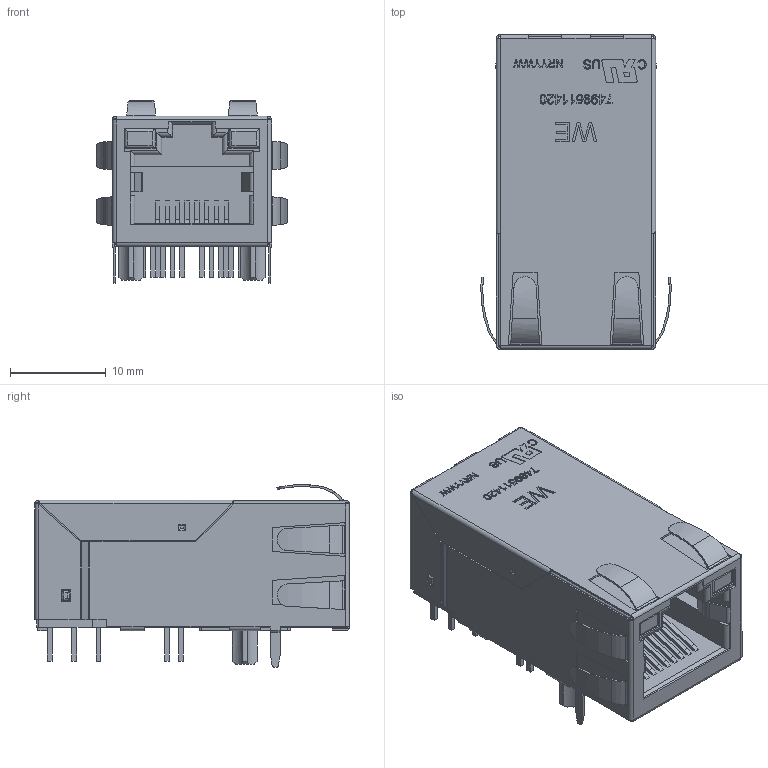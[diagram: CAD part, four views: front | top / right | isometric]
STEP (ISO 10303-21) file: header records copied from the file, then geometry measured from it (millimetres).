
FILE_DESCRIPTION(/* description */ ('Unknown'),/* implementation_level */ '2;1');
FILE_NAME(/* name */ 'T_Wurth_WE-RJ45LAN_7499511420',/* time_stamp */ '2025-08-21T16:11:31+08:00',/* author */ ('Unknown'),/* organization */ ('Unknown'),/* preprocessor_version */ 'ST-DEVELOPER v19.4',/* originating_system */ 'Solid Edge',/* authorisation */ 'Unknown');
FILE_SCHEMA (('AUTOMOTIVE_DESIGN {1 0 10303 214 3 1 1}'));
Length unit declared in the file: millimetre
Products named in the file (2): T_Wurth_WE-RJ45LAN_7499511420
Assembly tree (1 placements, depth 2):
  T_Wurth_WE-RJ45LAN_7499511420
    T_Wurth_WE-RJ45LAN_7499511420
Bounding box: 19.83 x 32.8 x 19.05 mm (x, y, z)
Volume: 6175.9 mm3; surface area: 5674.6 mm2
Topology: 1 solids, 6 shells, 967 faces, 2508 edges, 1614 vertices
Faces by surface type: plane 697, cylinder 218, bspline 40, cone 8, sphere 4
Entity records: 37300 total; most frequent: CARTESIAN_POINT 7406, ORIENTED_EDGE 5000, DIRECTION 4310, EDGE_CURVE 2500, LINE 1712, VECTOR 1712, VERTEX_POINT 1614, AXIS2_PLACEMENT_3D 1299
